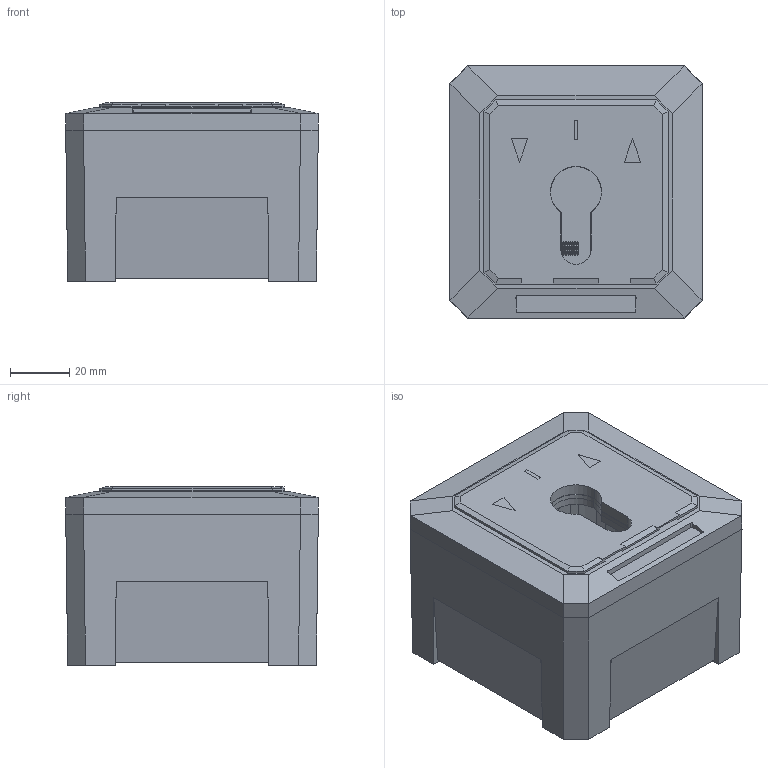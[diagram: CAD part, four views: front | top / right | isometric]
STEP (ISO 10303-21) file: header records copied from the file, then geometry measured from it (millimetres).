
FILE_DESCRIPTION (( 'STEP AP214' ), '1' );
FILE_NAME ('KSU2.STEP', '2021-07-30T08:40:55', ( '' ), ( '' ), 'SwSTEP 2.0', 'SolidWorks 2020', '' );
FILE_SCHEMA (( 'AUTOMOTIVE_DESIGN' ));
Length unit declared in the file: millimetre
Products named in the file (8): ISO 7046-1 - M5 x 12 - Z - 12S modifiée_ISO 7046-1 - M5 x 12 - Z - 12S; MP1183-LID; PP0454-PLASTIC TRIM; KSU2; MP1182-LOWER CASING; Tapping screw DIN 7982-ST4.2x16-F-H-S_Tapping screw DIN 7982-ST4.2x16-F-H-S; Tapping screw DIN 7049-ST3.5x19-F-H-S_Tapping screw DIN 7049-ST3.5x19-F-H-S; PP0455-PLASTIC BOX
Assembly tree (8 placements, depth 2):
  KSU2
    MP1182-LOWER CASING
    PP0455-PLASTIC BOX
    MP1183-LID
    PP0454-PLASTIC TRIM
    Tapping screw DIN 7982-ST4.2x16-F-H-S_Tapping screw DIN 7982-ST4.2x16-F-H-S  x2
    Tapping screw DIN 7049-ST3.5x19-F-H-S_Tapping screw DIN 7049-ST3.5x19-F-H-S
    ISO 7046-1 - M5 x 12 - Z - 12S modifiée_ISO 7046-1 - M5 x 12 - Z - 12S
Bounding box: 85 x 85 x 60.01 mm (x, y, z)
Volume: 97666.2 mm3; surface area: 110922.7 mm2
Topology: 12 solids, 12 shells, 1079 faces, 2771 edges, 1738 vertices
Faces by surface type: plane 595, cone 265, cylinder 203, bspline 8, torus 6, sphere 2
Entity records: 31009 total; most frequent: CARTESIAN_POINT 5890, ORIENTED_EDGE 5174, DIRECTION 5096, EDGE_CURVE 2587, LINE 1772, VECTOR 1772, AXIS2_PLACEMENT_3D 1662, VERTEX_POINT 1638
